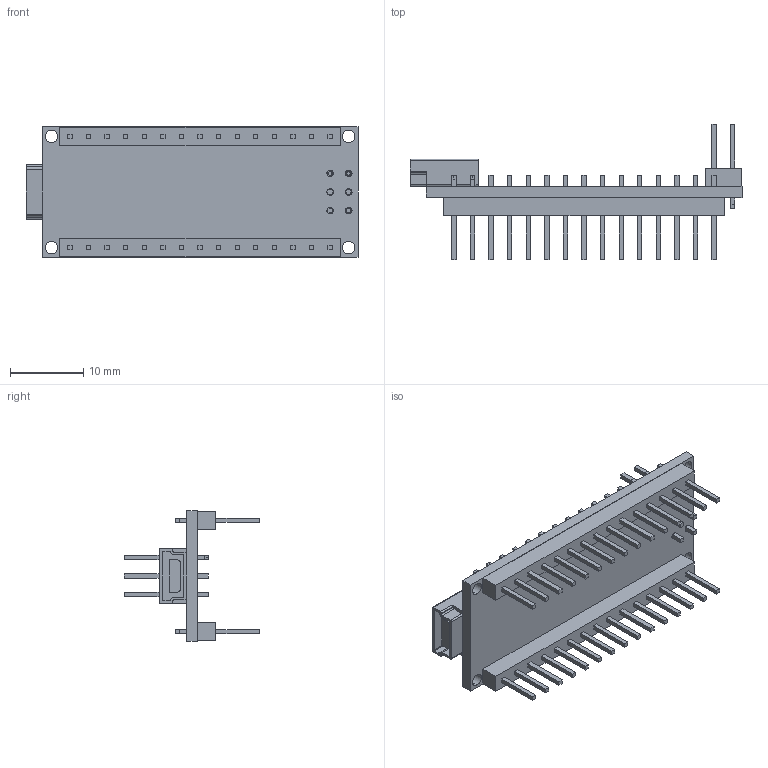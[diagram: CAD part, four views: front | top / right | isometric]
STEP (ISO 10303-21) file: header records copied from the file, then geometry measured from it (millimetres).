
FILE_DESCRIPTION (( 'STEP AP214' ), '1' );
FILE_NAME ('nano3.stp', '2016-03-15T01:43:06', ( '' ), ( '' ), 'SwSTEP 2.0', 'SolidWorks 2015', '' );
FILE_SCHEMA (( 'AUTOMOTIVE_DESIGN' ));
Length unit declared in the file: millimetre
Products named in the file (5): nano3; usb_minib; hdr_m3x2p; hdr_m15p
Assembly tree (5 placements, depth 2):
  nano3
    nano3
    hdr_m15p  x2
    hdr_m3x2p
    usb_minib
Bounding box: 45.38 x 18.5 x 17.78 mm (x, y, z)
Volume: 1982.6 mm3; surface area: 3956.8 mm2
Topology: 5 solids, 5 shells, 526 faces, 1308 edges, 872 vertices
Faces by surface type: plane 414, cylinder 112
Entity records: 13829 total; most frequent: CARTESIAN_POINT 1912, DIRECTION 1884, ORIENTED_EDGE 1848, EDGE_CURVE 924, LINE 708, VECTOR 708, VERTEX_POINT 616, AXIS2_PLACEMENT_3D 588
